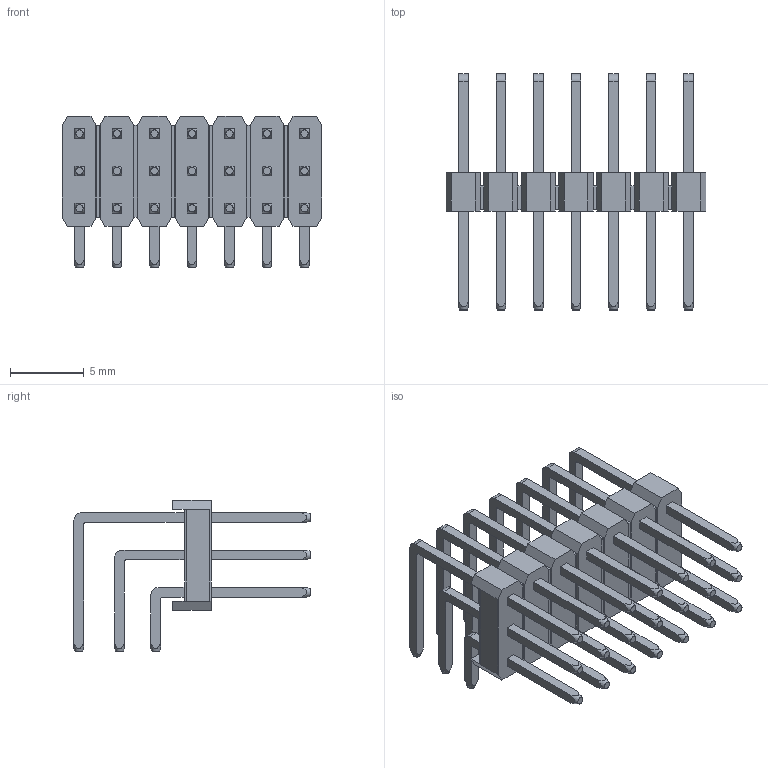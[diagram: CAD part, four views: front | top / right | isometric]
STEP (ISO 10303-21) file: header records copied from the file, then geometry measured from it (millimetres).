
FILE_DESCRIPTION(('FreeCAD Model'),'2;1');
FILE_NAME('Pin_Header_Angled_3x7.step','2017-07-07T09:37:37',('kicad StepUp'),('ksu MCAD'), 'Open CASCADE STEP processor 6.8','FreeCAD','Unknown');
FILE_SCHEMA(('AUTOMOTIVE_DESIGN_CC2 { 1 2 10303 214 -1 1 5 4 }'));
Length unit declared in the file: millimetre
Products named in the file (1): Pin_Header_Angled_3x7
Bounding box: 17.55 x 15.95 x 10.25 mm (x, y, z)
Volume: 392.7 mm3; surface area: 1377.9 mm2
Topology: 1 solids, 1 shells, 586 faces, 1438 edges, 896 vertices
Faces by surface type: plane 502, cone 42, cylinder 42
Entity records: 21089 total; most frequent: DIRECTION 2948, CARTESIAN_POINT 2921, ORIENTED_EDGE 2876, EDGE_CURVE 1438, LINE 1102, VECTOR 1102, AXIS2_PLACEMENT_3D 923, VERTEX_POINT 896
